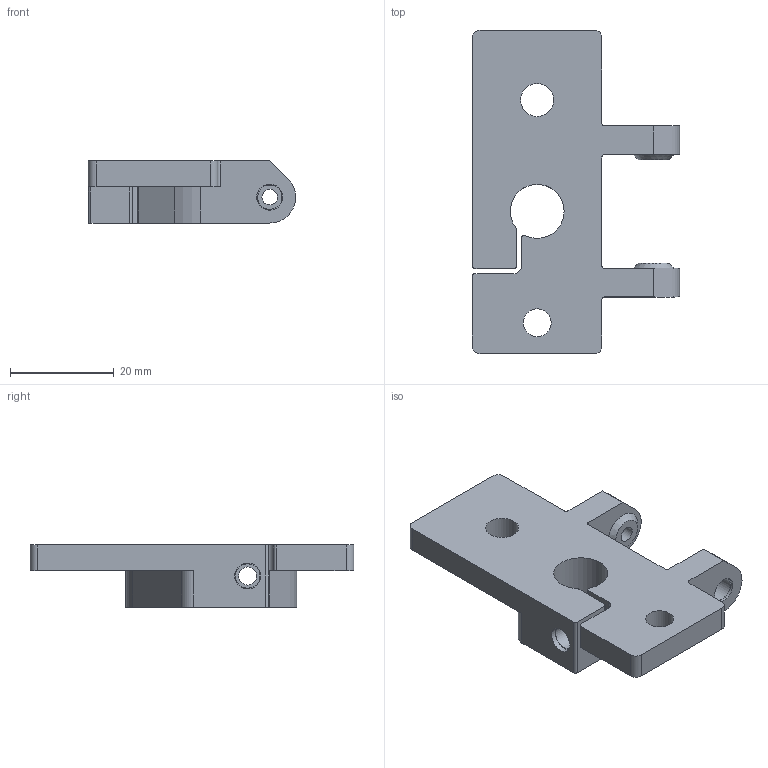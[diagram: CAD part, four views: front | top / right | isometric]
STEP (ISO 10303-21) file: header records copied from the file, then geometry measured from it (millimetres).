
FILE_DESCRIPTION(/* description */ (''),/* implementation_level */ '2;1');
FILE_NAME(/* name */ 'XY Idler Mount 1.0_MIR.stp',/* time_stamp */ '2017-07-03T11:03:04+02:00',/* author */ ('josev'),/* organization */ (''),/* preprocessor_version */ 'ST-DEVELOPER v16.5',/* originating_system */ 'Autodesk Inventor 2017',/* authorisation */ '');
FILE_SCHEMA (('AUTOMOTIVE_DESIGN { 1 0 10303 214 3 1 1 }'));
Length unit declared in the file: millimetre
Products named in the file (1): XY Idler Mount 1.0_MIR
Bounding box: 39.99 x 62.5 x 12 mm (x, y, z)
Volume: 12124.2 mm3; surface area: 6531 mm2
Topology: 1 solids, 1 shells, 66 faces, 170 edges, 114 vertices
Faces by surface type: cylinder 33, plane 31, cone 2
Full cylindrical faces by diameter (mm): 3 x2, 3.5 x2, 4.7 x2, 5 x2, 5.4 x1, 6.2 x1, 6.4 x1, 6.5 x1
Entity records: 2072 total; most frequent: DIRECTION 358, CARTESIAN_POINT 333, ORIENTED_EDGE 308, EDGE_CURVE 154, AXIS2_PLACEMENT_3D 137, VERTEX_POINT 112, EDGE_LOOP 100, LINE 84
